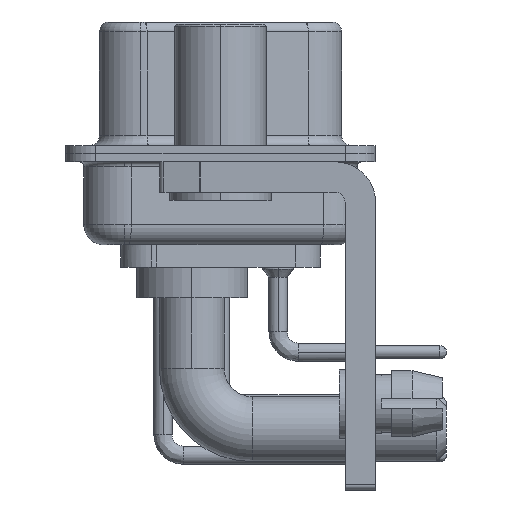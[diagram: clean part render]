
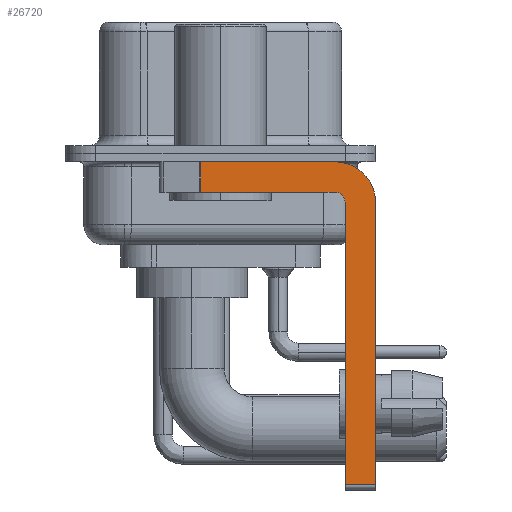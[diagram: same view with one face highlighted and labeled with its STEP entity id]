
A CAD part, left-side view. The second image highlights one B-rep face of the part: STEP entity #26720.
In plain terms, the highlighted planar face has unit normal (-1, 0, 0).
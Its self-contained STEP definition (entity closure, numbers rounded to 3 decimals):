
#449 = CARTESIAN_POINT ( 'NONE',  ( -2.9, -7.65, -2.4 ) ) ;
#575 = EDGE_CURVE ( 'NONE', #22316, #1182, #31088, .T. ) ;
#889 = LINE ( 'NONE', #7035, #11633 ) ;
#900 = VERTEX_POINT ( 'NONE', #21439 ) ;
#1182 = VERTEX_POINT ( 'NONE', #29615 ) ;
#1658 = DIRECTION ( 'NONE',  ( 0., 0., -1. ) ) ;
#2665 = LINE ( 'NONE', #23162, #17787 ) ;
#2799 = ORIENTED_EDGE ( 'NONE', *, *, #26818, .F. ) ;
#4215 = DIRECTION ( 'NONE',  ( -1., 0., 0. ) ) ;
#4486 = ORIENTED_EDGE ( 'NONE', *, *, #17339, .F. ) ;
#4873 = EDGE_CURVE ( 'NONE', #26188, #11142, #20842, .T. ) ;
#5873 = CARTESIAN_POINT ( 'NONE',  ( -2.9, -7.65, -2.4 ) ) ;
#5935 = ORIENTED_EDGE ( 'NONE', *, *, #7557, .T. ) ;
#6539 = DIRECTION ( 'NONE',  ( 0., 0., 1. ) ) ;
#6780 = CARTESIAN_POINT ( 'NONE',  ( -2.9, -6.15, -2.4 ) ) ;
#7035 = CARTESIAN_POINT ( 'NONE',  ( -2.9, -6.15, -16.6 ) ) ;
#7281 = VERTEX_POINT ( 'NONE', #6780 ) ;
#7546 = VERTEX_POINT ( 'NONE', #25846 ) ;
#7557 = EDGE_CURVE ( 'NONE', #12160, #1182, #17613, .T. ) ;
#7842 = DIRECTION ( 'NONE',  ( 0., 0., -1. ) ) ;
#8690 = EDGE_LOOP ( 'NONE', ( #4486, #5935, #17186, #28304, #18921, #11764, #2799, #35394 ) ) ;
#8956 = EDGE_CURVE ( 'NONE', #7281, #22316, #27473, .T. ) ;
#10704 = CARTESIAN_POINT ( 'NONE',  ( -2.9, -5.65, -2.4 ) ) ;
#10845 = FACE_OUTER_BOUND ( 'NONE', #8690, .T. ) ;
#10961 = VECTOR ( 'NONE', #17528, 1000. ) ;
#11142 = VERTEX_POINT ( 'NONE', #449 ) ;
#11573 = EDGE_CURVE ( 'NONE', #7546, #900, #24138, .T. ) ;
#11633 = VECTOR ( 'NONE', #33368, 1000. ) ;
#11764 = ORIENTED_EDGE ( 'NONE', *, *, #11573, .T. ) ;
#12160 = VERTEX_POINT ( 'NONE', #36569 ) ;
#12384 = VECTOR ( 'NONE', #23574, 1000. ) ;
#12459 = CARTESIAN_POINT ( 'NONE',  ( -2.9, -5.65, -2.4 ) ) ;
#12784 = CARTESIAN_POINT ( 'NONE',  ( -2.9, -5.65, -1.9 ) ) ;
#14346 = DIRECTION ( 'NONE',  ( 0., -1., 0. ) ) ;
#14794 = VECTOR ( 'NONE', #25180, 1000. ) ;
#17186 = ORIENTED_EDGE ( 'NONE', *, *, #575, .F. ) ;
#17339 = EDGE_CURVE ( 'NONE', #12160, #26188, #2665, .T. ) ;
#17528 = DIRECTION ( 'NONE',  ( 0., 0., -1. ) ) ;
#17613 = LINE ( 'NONE', #20108, #36597 ) ;
#17787 = VECTOR ( 'NONE', #14346, 1000. ) ;
#18880 = CARTESIAN_POINT ( 'NONE',  ( -2.9, -5.65, -1.9 ) ) ;
#18921 = ORIENTED_EDGE ( 'NONE', *, *, #36102, .F. ) ;
#19083 = CARTESIAN_POINT ( 'NONE',  ( -2.9, -5.65, -2.4 ) ) ;
#20108 = CARTESIAN_POINT ( 'NONE',  ( -2.9, 0.978, -1.9 ) ) ;
#20842 = CIRCLE ( 'NONE', #35450, 2. ) ;
#21439 = CARTESIAN_POINT ( 'NONE',  ( -2.9, -7.65, -16.35 ) ) ;
#22316 = VERTEX_POINT ( 'NONE', #12784 ) ;
#22359 = DIRECTION ( 'NONE',  ( 1., 0., 0. ) ) ;
#23162 = CARTESIAN_POINT ( 'NONE',  ( -2.9, 3., -0.4 ) ) ;
#23574 = DIRECTION ( 'NONE',  ( 0., -1., 0. ) ) ;
#24138 = LINE ( 'NONE', #26225, #12384 ) ;
#25180 = DIRECTION ( 'NONE',  ( 0., 1., 0. ) ) ;
#25846 = CARTESIAN_POINT ( 'NONE',  ( -2.9, -6.15, -16.35 ) ) ;
#26188 = VERTEX_POINT ( 'NONE', #32890 ) ;
#26225 = CARTESIAN_POINT ( 'NONE',  ( -2.9, -5.65, -16.35 ) ) ;
#26720 = ADVANCED_FACE ( 'NONE', ( #10845 ), #33575, .F. ) ;
#26818 = EDGE_CURVE ( 'NONE', #11142, #900, #32227, .T. ) ;
#27473 = CIRCLE ( 'NONE', #34780, 0.5 ) ;
#28304 = ORIENTED_EDGE ( 'NONE', *, *, #8956, .F. ) ;
#28616 = AXIS2_PLACEMENT_3D ( 'NONE', #19083, #30739, #1658 ) ;
#29615 = CARTESIAN_POINT ( 'NONE',  ( -2.9, 0.978, -1.9 ) ) ;
#30739 = DIRECTION ( 'NONE',  ( 1., 0., 0. ) ) ;
#31088 = LINE ( 'NONE', #18880, #14794 ) ;
#31748 = DIRECTION ( 'NONE',  ( 0., 0., -1. ) ) ;
#32227 = LINE ( 'NONE', #5873, #10961 ) ;
#32890 = CARTESIAN_POINT ( 'NONE',  ( -2.9, -5.65, -0.4 ) ) ;
#33368 = DIRECTION ( 'NONE',  ( 0., 0., 1. ) ) ;
#33575 = PLANE ( 'NONE',  #28616 ) ;
#34780 = AXIS2_PLACEMENT_3D ( 'NONE', #12459, #4215, #6539 ) ;
#35394 = ORIENTED_EDGE ( 'NONE', *, *, #4873, .F. ) ;
#35450 = AXIS2_PLACEMENT_3D ( 'NONE', #10704, #22359, #7842 ) ;
#36102 = EDGE_CURVE ( 'NONE', #7546, #7281, #889, .T. ) ;
#36569 = CARTESIAN_POINT ( 'NONE',  ( -2.9, 0.978, -0.4 ) ) ;
#36597 = VECTOR ( 'NONE', #31748, 1000. ) ;
